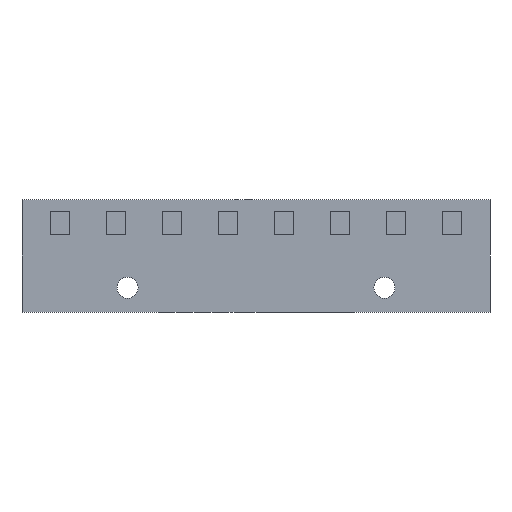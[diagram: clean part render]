
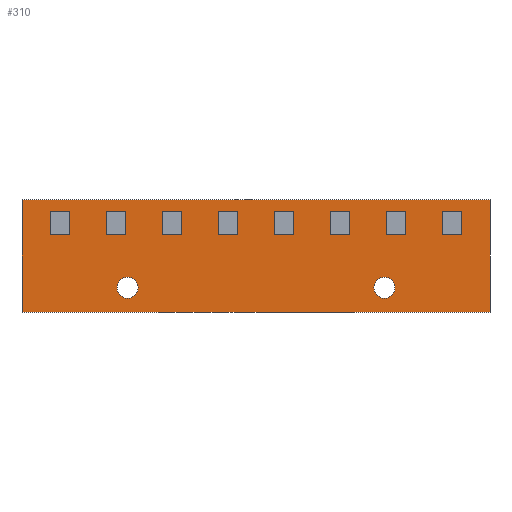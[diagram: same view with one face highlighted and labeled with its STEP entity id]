
A CAD part, front view. The second image highlights one B-rep face of the part: STEP entity #310.
In plain terms, the highlighted planar face has unit normal (0, -1, 0).
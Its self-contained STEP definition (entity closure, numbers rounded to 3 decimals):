
#43 = VERTEX_POINT ( 'NONE', #1417 ) ;
#46 = DIRECTION ( 'NONE',  ( 0., 1., 0. ) ) ;
#203 = ORIENTED_EDGE ( 'NONE', *, *, #1817, .F. ) ;
#222 = AXIS2_PLACEMENT_3D ( 'NONE', #1671, #4467, #902 ) ;
#310 = ADVANCED_FACE ( 'NONE', ( #4846, #3177, #3253 ), #3998, .T. ) ;
#334 = VERTEX_POINT ( 'NONE', #927 ) ;
#537 = DIRECTION ( 'NONE',  ( 0., 0., 1. ) ) ;
#540 = VERTEX_POINT ( 'NONE', #2318 ) ;
#591 = EDGE_CURVE ( 'NONE', #1591, #540, #2450, .T. ) ;
#619 = LINE ( 'NONE', #2583, #4540 ) ;
#703 = AXIS2_PLACEMENT_3D ( 'NONE', #4195, #725, #3793 ) ;
#725 = DIRECTION ( 'NONE',  ( 0., 1., 0. ) ) ;
#881 = EDGE_CURVE ( 'NONE', #4497, #43, #3714, .T. ) ;
#902 = DIRECTION ( 'NONE',  ( 0., 0., -1. ) ) ;
#906 = ORIENTED_EDGE ( 'NONE', *, *, #4985, .T. ) ;
#927 = CARTESIAN_POINT ( 'NONE',  ( -33.25, 0., -8. ) ) ;
#1025 = EDGE_CURVE ( 'NONE', #334, #2712, #4597, .T. ) ;
#1031 = DIRECTION ( 'NONE',  ( 0., 0., 1. ) ) ;
#1289 = EDGE_LOOP ( 'NONE', ( #2950, #906 ) ) ;
#1302 = DIRECTION ( 'NONE',  ( 0., 0., 1. ) ) ;
#1354 = CIRCLE ( 'NONE', #703, 1.5 ) ;
#1409 = DIRECTION ( 'NONE',  ( 0., 0., 1. ) ) ;
#1417 = CARTESIAN_POINT ( 'NONE',  ( 18.25, 0., -6. ) ) ;
#1440 = DIRECTION ( 'NONE',  ( -1., 0., 0. ) ) ;
#1591 = VERTEX_POINT ( 'NONE', #3182 ) ;
#1593 = VECTOR ( 'NONE', #2299, 1000. ) ;
#1670 = EDGE_CURVE ( 'NONE', #540, #1591, #3871, .T. ) ;
#1671 = CARTESIAN_POINT ( 'NONE',  ( 0., 0., 0. ) ) ;
#1679 = ORIENTED_EDGE ( 'NONE', *, *, #1670, .T. ) ;
#1817 = EDGE_CURVE ( 'NONE', #2945, #334, #619, .T. ) ;
#1905 = LINE ( 'NONE', #3917, #1593 ) ;
#1976 = CARTESIAN_POINT ( 'NONE',  ( -18.25, 0., -4.5 ) ) ;
#1978 = EDGE_CURVE ( 'NONE', #2712, #3600, #1905, .T. ) ;
#2299 = DIRECTION ( 'NONE',  ( 1., 0., 0. ) ) ;
#2318 = CARTESIAN_POINT ( 'NONE',  ( -18.25, 0., -6. ) ) ;
#2369 = AXIS2_PLACEMENT_3D ( 'NONE', #3649, #46, #537 ) ;
#2450 = CIRCLE ( 'NONE', #4960, 1.5 ) ;
#2571 = CARTESIAN_POINT ( 'NONE',  ( 33.25, 0., -8. ) ) ;
#2583 = CARTESIAN_POINT ( 'NONE',  ( -33.25, 0., -8. ) ) ;
#2639 = EDGE_LOOP ( 'NONE', ( #4002, #3029, #4372, #203 ) ) ;
#2670 = CARTESIAN_POINT ( 'NONE',  ( 18.25, 0., -3. ) ) ;
#2712 = VERTEX_POINT ( 'NONE', #4744 ) ;
#2808 = DIRECTION ( 'NONE',  ( 0., 0., -1. ) ) ;
#2884 = CARTESIAN_POINT ( 'NONE',  ( 33.25, 0., 8. ) ) ;
#2945 = VERTEX_POINT ( 'NONE', #2571 ) ;
#2950 = ORIENTED_EDGE ( 'NONE', *, *, #881, .T. ) ;
#3029 = ORIENTED_EDGE ( 'NONE', *, *, #1978, .F. ) ;
#3177 = FACE_BOUND ( 'NONE', #1289, .T. ) ;
#3182 = CARTESIAN_POINT ( 'NONE',  ( -18.25, 0., -3. ) ) ;
#3209 = VECTOR ( 'NONE', #1031, 1000. ) ;
#3253 = FACE_OUTER_BOUND ( 'NONE', #2639, .T. ) ;
#3600 = VERTEX_POINT ( 'NONE', #2884 ) ;
#3627 = EDGE_CURVE ( 'NONE', #3600, #2945, #4824, .T. ) ;
#3645 = CARTESIAN_POINT ( 'NONE',  ( 33.25, 0., 8. ) ) ;
#3646 = ORIENTED_EDGE ( 'NONE', *, *, #591, .T. ) ;
#3649 = CARTESIAN_POINT ( 'NONE',  ( -18.25, 0., -4.5 ) ) ;
#3714 = CIRCLE ( 'NONE', #4873, 1.5 ) ;
#3747 = VECTOR ( 'NONE', #2808, 1000. ) ;
#3793 = DIRECTION ( 'NONE',  ( 0., 0., 1. ) ) ;
#3855 = EDGE_LOOP ( 'NONE', ( #3646, #1679 ) ) ;
#3871 = CIRCLE ( 'NONE', #2369, 1.5 ) ;
#3917 = CARTESIAN_POINT ( 'NONE',  ( -33.25, 0., 8. ) ) ;
#3998 = PLANE ( 'NONE',  #222 ) ;
#4002 = ORIENTED_EDGE ( 'NONE', *, *, #3627, .F. ) ;
#4195 = CARTESIAN_POINT ( 'NONE',  ( 18.25, 0., -4.5 ) ) ;
#4372 = ORIENTED_EDGE ( 'NONE', *, *, #1025, .F. ) ;
#4467 = DIRECTION ( 'NONE',  ( 0., -1., 0. ) ) ;
#4497 = VERTEX_POINT ( 'NONE', #2670 ) ;
#4540 = VECTOR ( 'NONE', #1440, 1000. ) ;
#4597 = LINE ( 'NONE', #4949, #3209 ) ;
#4744 = CARTESIAN_POINT ( 'NONE',  ( -33.25, 0., 8. ) ) ;
#4768 = DIRECTION ( 'NONE',  ( 0., 1., 0. ) ) ;
#4824 = LINE ( 'NONE', #3645, #3747 ) ;
#4846 = FACE_BOUND ( 'NONE', #3855, .T. ) ;
#4873 = AXIS2_PLACEMENT_3D ( 'NONE', #4953, #4981, #1409 ) ;
#4949 = CARTESIAN_POINT ( 'NONE',  ( -33.25, 0., 8. ) ) ;
#4953 = CARTESIAN_POINT ( 'NONE',  ( 18.25, 0., -4.5 ) ) ;
#4960 = AXIS2_PLACEMENT_3D ( 'NONE', #1976, #4768, #1302 ) ;
#4981 = DIRECTION ( 'NONE',  ( 0., 1., 0. ) ) ;
#4985 = EDGE_CURVE ( 'NONE', #43, #4497, #1354, .T. ) ;
